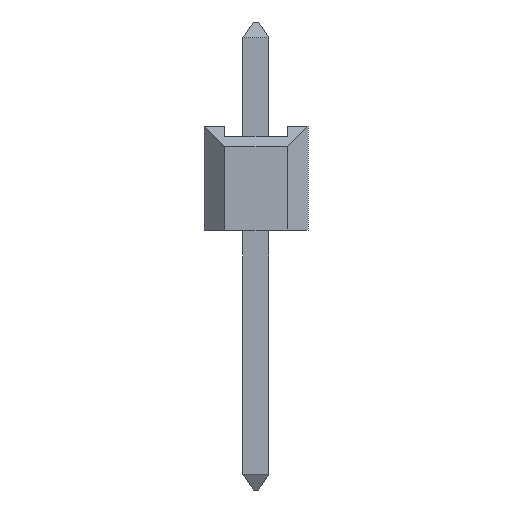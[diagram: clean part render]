
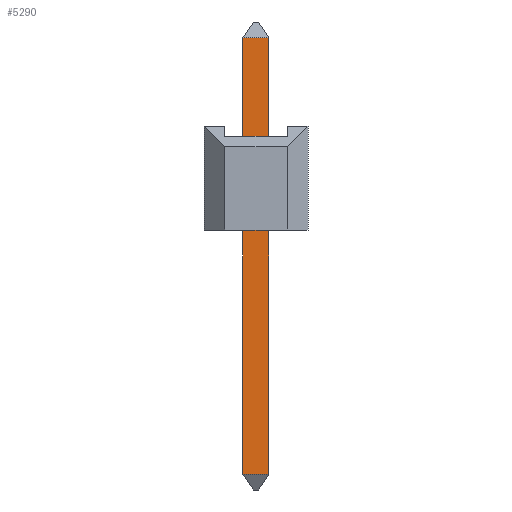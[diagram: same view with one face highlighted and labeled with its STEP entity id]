
A CAD part, front view. The second image highlights one B-rep face of the part: STEP entity #5290.
In plain terms, the highlighted planar face has unit normal (0, -1, 0).
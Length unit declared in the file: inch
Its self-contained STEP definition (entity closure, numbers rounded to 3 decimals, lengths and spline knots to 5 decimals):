
#5290=ADVANCED_FACE('',(#6644),#5970,.T.);
#5970=PLANE('',#16771);
#6644=FACE_OUTER_BOUND('',#7296,.T.);
#7296=EDGE_LOOP('',(#8343,#8344,#8345,#8346));
#8343=ORIENTED_EDGE('',*,*,#12207,.T.);
#8344=ORIENTED_EDGE('',*,*,#12215,.T.);
#8345=ORIENTED_EDGE('',*,*,#12212,.F.);
#8346=ORIENTED_EDGE('',*,*,#12216,.T.);
#11169=VERTEX_POINT('',#20709);
#11170=VERTEX_POINT('',#20711);
#11173=VERTEX_POINT('',#20721);
#11174=VERTEX_POINT('',#20722);
#12207=EDGE_CURVE('',#11170,#11169,#13767,.T.);
#12212=EDGE_CURVE('',#11173,#11174,#13772,.T.);
#12215=EDGE_CURVE('',#11169,#11174,#13775,.T.);
#12216=EDGE_CURVE('',#11173,#11170,#13776,.T.);
#13767=LINE('',#20710,#15327);
#13772=LINE('',#20720,#15332);
#13775=LINE('',#20726,#15335);
#13776=LINE('',#20727,#15336);
#15327=VECTOR('',#17746,1.);
#15332=VECTOR('',#17755,1.);
#15335=VECTOR('',#17760,1.);
#15336=VECTOR('',#17761,1.);
#16771=AXIS2_PLACEMENT_3D('',#20728,#17762,#17763);
#17746=DIRECTION('',(0.,0.,-1.));
#17755=DIRECTION('',(0.,0.,-1.));
#17760=DIRECTION('',(1.,0.,0.));
#17761=DIRECTION('',(-1.,0.,0.));
#17762=DIRECTION('',(0.,-1.,0.));
#17763=DIRECTION('',(0.,0.,1.));
#20709=CARTESIAN_POINT('',(-0.0125,-0.0125,-0.235));
#20710=CARTESIAN_POINT('',(-0.0125,-0.0125,0.2));
#20711=CARTESIAN_POINT('',(-0.0125,-0.0125,0.185));
#20720=CARTESIAN_POINT('',(0.0125,-0.0125,0.2));
#20721=CARTESIAN_POINT('',(0.0125,-0.0125,0.185));
#20722=CARTESIAN_POINT('',(0.0125,-0.0125,-0.235));
#20726=CARTESIAN_POINT('',(0.0125,-0.0125,-0.235));
#20727=CARTESIAN_POINT('',(-0.0125,-0.0125,0.185));
#20728=CARTESIAN_POINT('',(0.0125,-0.0125,0.2));
